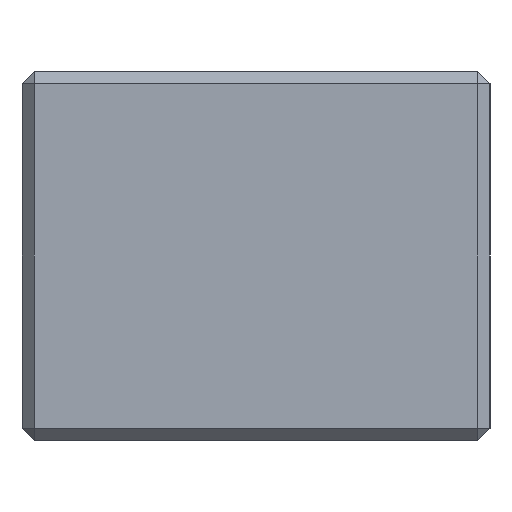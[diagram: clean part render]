
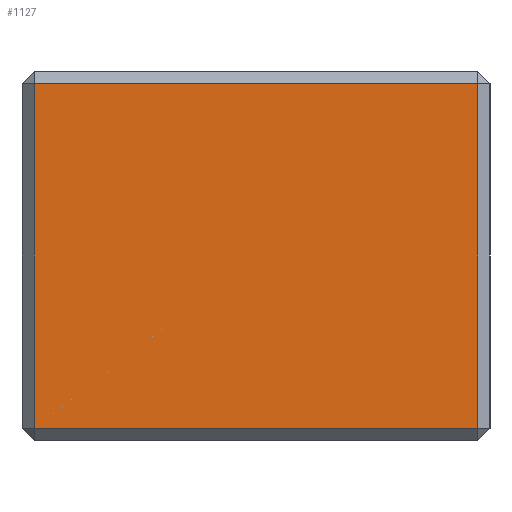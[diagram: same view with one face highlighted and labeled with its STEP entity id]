
A CAD part, left-side view. The second image highlights one B-rep face of the part: STEP entity #1127.
In plain terms, the highlighted planar face has unit normal (-1, 0, 0).
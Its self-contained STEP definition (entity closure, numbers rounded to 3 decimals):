
#44 = PLANE('',#45);
#45 = AXIS2_PLACEMENT_3D('',#46,#47,#48);
#46 = CARTESIAN_POINT('',(-24.5,18.5,0.));
#47 = DIRECTION('',(-0.707,0.707,0.));
#48 = DIRECTION('',(-0.,-0.,-1.));
#378 = VERTEX_POINT('',#379);
#379 = CARTESIAN_POINT('',(-25.,18.,1.));
#407 = VERTEX_POINT('',#408);
#408 = CARTESIAN_POINT('',(-25.,18.,29.));
#434 = EDGE_CURVE('',#378,#407,#435,.T.);
#435 = SURFACE_CURVE('',#436,(#440,#447),.PCURVE_S1.);
#436 = LINE('',#437,#438);
#437 = CARTESIAN_POINT('',(-25.,18.,0.));
#438 = VECTOR('',#439,1.);
#439 = DIRECTION('',(0.,0.,1.));
#440 = PCURVE('',#44,#441);
#441 = DEFINITIONAL_REPRESENTATION('',(#442),#446);
#442 = LINE('',#443,#444);
#443 = CARTESIAN_POINT('',(-0.,0.707));
#444 = VECTOR('',#445,1.);
#445 = DIRECTION('',(-1.,0.));
#446 = ( GEOMETRIC_REPRESENTATION_CONTEXT(2) 
PARAMETRIC_REPRESENTATION_CONTEXT() REPRESENTATION_CONTEXT('2D SPACE',''
  ) );
#447 = PCURVE('',#448,#453);
#448 = PLANE('',#449);
#449 = AXIS2_PLACEMENT_3D('',#450,#451,#452);
#450 = CARTESIAN_POINT('',(-25.,-19.,0.));
#451 = DIRECTION('',(-1.,0.,0.));
#452 = DIRECTION('',(0.,1.,0.));
#453 = DEFINITIONAL_REPRESENTATION('',(#454),#458);
#454 = LINE('',#455,#456);
#455 = CARTESIAN_POINT('',(37.,0.));
#456 = VECTOR('',#457,1.);
#457 = DIRECTION('',(0.,-1.));
#458 = ( GEOMETRIC_REPRESENTATION_CONTEXT(2) 
PARAMETRIC_REPRESENTATION_CONTEXT() REPRESENTATION_CONTEXT('2D SPACE',''
  ) );
#1116 = PLANE('',#1117);
#1117 = AXIS2_PLACEMENT_3D('',#1118,#1119,#1120);
#1118 = CARTESIAN_POINT('',(-24.5,-19.,0.5));
#1119 = DIRECTION('',(-0.707,0.,-0.707));
#1120 = DIRECTION('',(0.,1.,0.));
#1127 = ADVANCED_FACE('',(#1128),#448,.T.);
#1128 = FACE_BOUND('',#1129,.T.);
#1129 = EDGE_LOOP('',(#1130,#1160,#1186,#1187));
#1130 = ORIENTED_EDGE('',*,*,#1131,.T.);
#1131 = EDGE_CURVE('',#1132,#1134,#1136,.T.);
#1132 = VERTEX_POINT('',#1133);
#1133 = CARTESIAN_POINT('',(-25.,-18.,1.));
#1134 = VERTEX_POINT('',#1135);
#1135 = CARTESIAN_POINT('',(-25.,-18.,29.));
#1136 = SURFACE_CURVE('',#1137,(#1141,#1148),.PCURVE_S1.);
#1137 = LINE('',#1138,#1139);
#1138 = CARTESIAN_POINT('',(-25.,-18.,0.));
#1139 = VECTOR('',#1140,1.);
#1140 = DIRECTION('',(0.,0.,1.));
#1141 = PCURVE('',#448,#1142);
#1142 = DEFINITIONAL_REPRESENTATION('',(#1143),#1147);
#1143 = LINE('',#1144,#1145);
#1144 = CARTESIAN_POINT('',(1.,0.));
#1145 = VECTOR('',#1146,1.);
#1146 = DIRECTION('',(0.,-1.));
#1147 = ( GEOMETRIC_REPRESENTATION_CONTEXT(2) 
PARAMETRIC_REPRESENTATION_CONTEXT() REPRESENTATION_CONTEXT('2D SPACE',''
  ) );
#1148 = PCURVE('',#1149,#1154);
#1149 = PLANE('',#1150);
#1150 = AXIS2_PLACEMENT_3D('',#1151,#1152,#1153);
#1151 = CARTESIAN_POINT('',(-24.5,-18.5,0.));
#1152 = DIRECTION('',(-0.707,-0.707,0.));
#1153 = DIRECTION('',(-0.,-0.,-1.));
#1154 = DEFINITIONAL_REPRESENTATION('',(#1155),#1159);
#1155 = LINE('',#1156,#1157);
#1156 = CARTESIAN_POINT('',(-0.,-0.707));
#1157 = VECTOR('',#1158,1.);
#1158 = DIRECTION('',(-1.,0.));
#1159 = ( GEOMETRIC_REPRESENTATION_CONTEXT(2) 
PARAMETRIC_REPRESENTATION_CONTEXT() REPRESENTATION_CONTEXT('2D SPACE',''
  ) );
#1160 = ORIENTED_EDGE('',*,*,#1161,.T.);
#1161 = EDGE_CURVE('',#1134,#407,#1162,.T.);
#1162 = SURFACE_CURVE('',#1163,(#1167,#1174),.PCURVE_S1.);
#1163 = LINE('',#1164,#1165);
#1164 = CARTESIAN_POINT('',(-25.,-19.,29.));
#1165 = VECTOR('',#1166,1.);
#1166 = DIRECTION('',(0.,1.,0.));
#1167 = PCURVE('',#448,#1168);
#1168 = DEFINITIONAL_REPRESENTATION('',(#1169),#1173);
#1169 = LINE('',#1170,#1171);
#1170 = CARTESIAN_POINT('',(0.,-29.));
#1171 = VECTOR('',#1172,1.);
#1172 = DIRECTION('',(1.,0.));
#1173 = ( GEOMETRIC_REPRESENTATION_CONTEXT(2) 
PARAMETRIC_REPRESENTATION_CONTEXT() REPRESENTATION_CONTEXT('2D SPACE',''
  ) );
#1174 = PCURVE('',#1175,#1180);
#1175 = PLANE('',#1176);
#1176 = AXIS2_PLACEMENT_3D('',#1177,#1178,#1179);
#1177 = CARTESIAN_POINT('',(-24.5,-19.,29.5));
#1178 = DIRECTION('',(0.707,0.,-0.707));
#1179 = DIRECTION('',(0.,1.,0.));
#1180 = DEFINITIONAL_REPRESENTATION('',(#1181),#1185);
#1181 = LINE('',#1182,#1183);
#1182 = CARTESIAN_POINT('',(0.,-0.707));
#1183 = VECTOR('',#1184,1.);
#1184 = DIRECTION('',(1.,0.));
#1185 = ( GEOMETRIC_REPRESENTATION_CONTEXT(2) 
PARAMETRIC_REPRESENTATION_CONTEXT() REPRESENTATION_CONTEXT('2D SPACE',''
  ) );
#1186 = ORIENTED_EDGE('',*,*,#434,.F.);
#1187 = ORIENTED_EDGE('',*,*,#1188,.F.);
#1188 = EDGE_CURVE('',#1132,#378,#1189,.T.);
#1189 = SURFACE_CURVE('',#1190,(#1194,#1201),.PCURVE_S1.);
#1190 = LINE('',#1191,#1192);
#1191 = CARTESIAN_POINT('',(-25.,-19.,1.));
#1192 = VECTOR('',#1193,1.);
#1193 = DIRECTION('',(0.,1.,0.));
#1194 = PCURVE('',#448,#1195);
#1195 = DEFINITIONAL_REPRESENTATION('',(#1196),#1200);
#1196 = LINE('',#1197,#1198);
#1197 = CARTESIAN_POINT('',(0.,-1.));
#1198 = VECTOR('',#1199,1.);
#1199 = DIRECTION('',(1.,0.));
#1200 = ( GEOMETRIC_REPRESENTATION_CONTEXT(2) 
PARAMETRIC_REPRESENTATION_CONTEXT() REPRESENTATION_CONTEXT('2D SPACE',''
  ) );
#1201 = PCURVE('',#1116,#1202);
#1202 = DEFINITIONAL_REPRESENTATION('',(#1203),#1207);
#1203 = LINE('',#1204,#1205);
#1204 = CARTESIAN_POINT('',(0.,-0.707));
#1205 = VECTOR('',#1206,1.);
#1206 = DIRECTION('',(1.,0.));
#1207 = ( GEOMETRIC_REPRESENTATION_CONTEXT(2) 
PARAMETRIC_REPRESENTATION_CONTEXT() REPRESENTATION_CONTEXT('2D SPACE',''
  ) );
